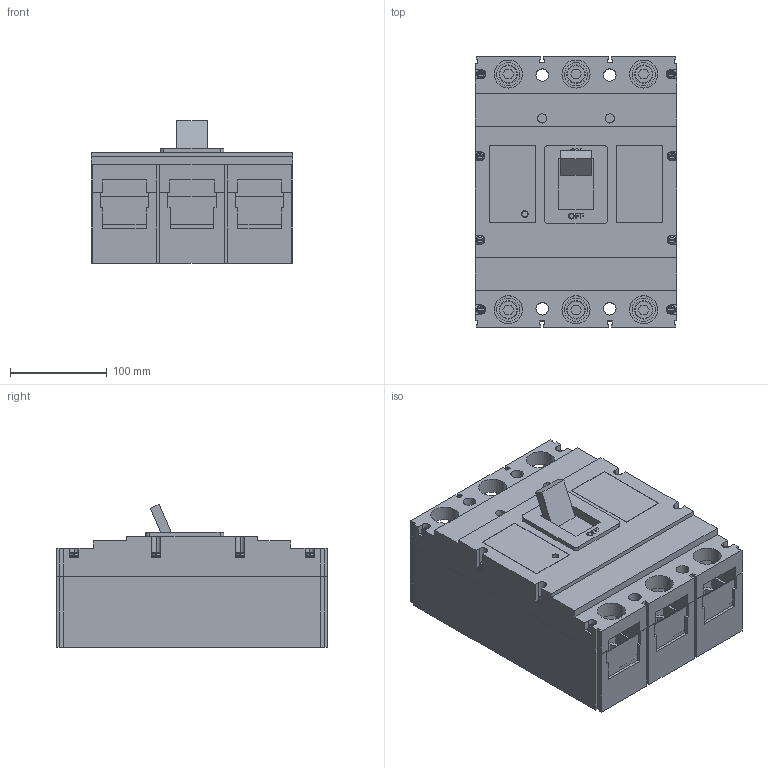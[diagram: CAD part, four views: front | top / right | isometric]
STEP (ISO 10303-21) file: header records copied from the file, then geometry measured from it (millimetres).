
FILE_DESCRIPTION (( 'STEP AP203' ), '1' );
FILE_NAME ('ﾂﾀ-99ﾌ 800-1000ﾀ 3ﾐ (mccb99-800-1000m).STEP', '2021-09-06T14:04:44', ( '' ), ( '' ), 'SwSTEP 2.0', 'SolidWorks 2021', '' );
FILE_SCHEMA (( 'CONFIG_CONTROL_DESIGN' ));
Length unit declared in the file: millimetre
Products named in the file (1): ﾂﾀ-99ﾌ 800-1000ﾀ 3ﾐ (mccb99-800-1000m)
Bounding box: 209 x 280 x 148 mm (x, y, z)
Volume: 5916794.9 mm3; surface area: 329753.6 mm2
Topology: 1 solids, 1 shells, 675 faces, 1828 edges, 1218 vertices
Faces by surface type: plane 515, cylinder 126, torus 16, bspline 16, cone 2
Entity records: 22721 total; most frequent: CARTESIAN_POINT 5434, ORIENTED_EDGE 3656, DIRECTION 3386, EDGE_CURVE 1828, LINE 1462, VECTOR 1462, VERTEX_POINT 1218, AXIS2_PLACEMENT_3D 962
